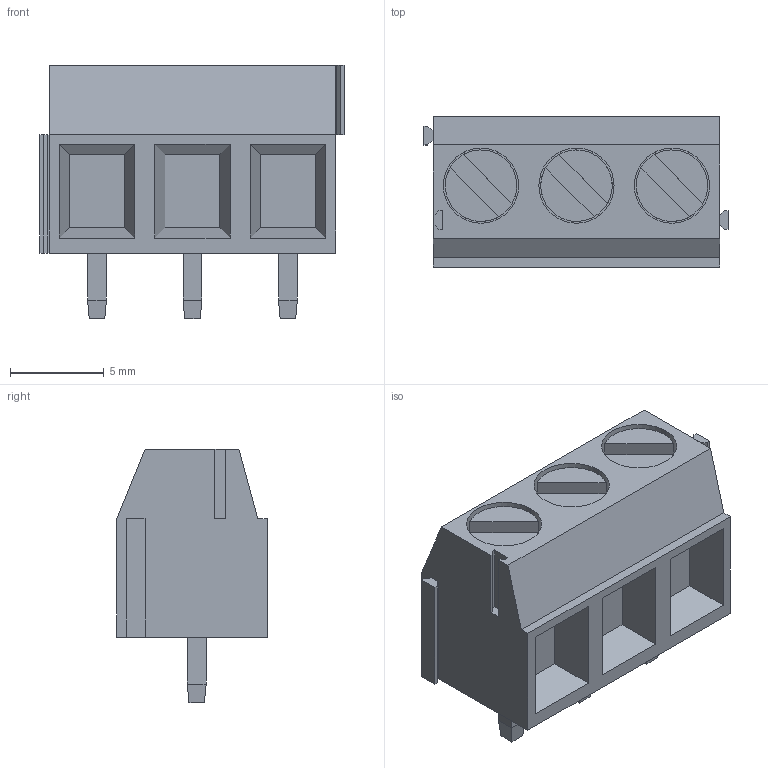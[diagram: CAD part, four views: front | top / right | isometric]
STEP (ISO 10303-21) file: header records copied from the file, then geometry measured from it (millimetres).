
FILE_DESCRIPTION((''),'2;1');
FILE_NAME('WEIDMULLER_1760500000.stp','2012-06-05T12:11:37',(''),(''),'Mechanical Desktop 2011','Mechanical Desktop 2011',', , ');
FILE_SCHEMA(('AUTOMOTIVE_DESIGN { 1 2 10303 214 1 1 1 1 }'));
Length unit declared in the file: millimetre
Products named in the file (1): Product
Bounding box: 16.19 x 8 x 13.5 mm (x, y, z)
Volume: 1011.8 mm3; surface area: 1149.1 mm2
Topology: 10 solids, 10 shells, 163 faces, 397 edges, 278 vertices
Faces by surface type: plane 151, cylinder 12
Entity records: 4727 total; most frequent: CARTESIAN_POINT 823, ORIENTED_EDGE 762, DIRECTION 761, EDGE_CURVE 381, VECTOR 361, LINE 361, VERTEX_POINT 246, AXIS2_PLACEMENT_3D 200
